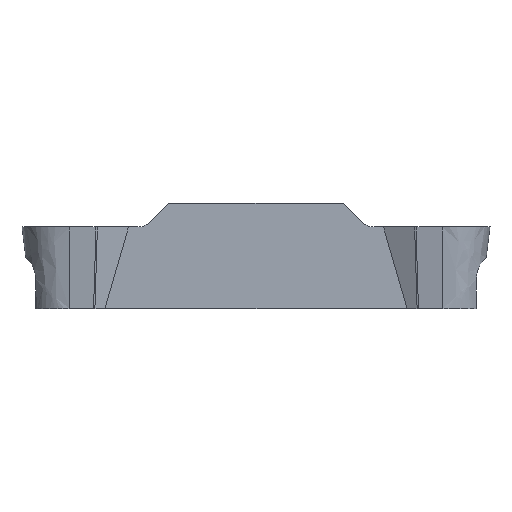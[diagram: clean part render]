
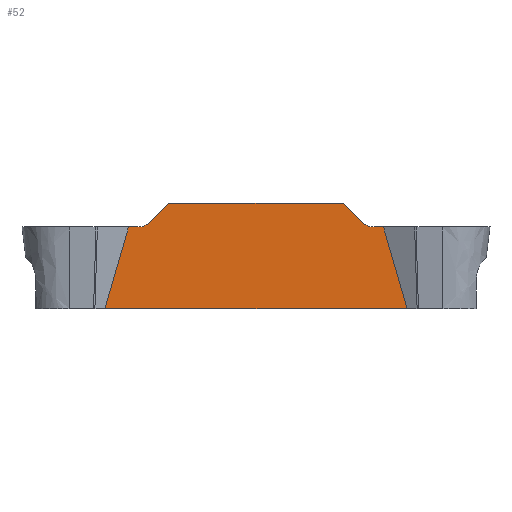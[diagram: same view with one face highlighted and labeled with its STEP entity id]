
A CAD part, left-side view. The second image highlights one B-rep face of the part: STEP entity #52.
In plain terms, the highlighted planar face has unit normal (-1, 0, 0).
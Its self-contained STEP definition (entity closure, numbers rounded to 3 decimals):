
#39=CIRCLE('',#592,1.);
#40=CIRCLE('',#593,1.);
#52=ADVANCED_FACE('',(#98),#78,.T.);
#78=PLANE('',#594);
#98=FACE_OUTER_BOUND('',#126,.T.);
#126=EDGE_LOOP('',(#283,#284,#285,#286,#287,#288,#289,#290,#291,#292));
#160=LINE('',#797,#208);
#165=LINE('',#1024,#213);
#166=LINE('',#1027,#214);
#167=LINE('',#1028,#215);
#168=LINE('',#1030,#216);
#169=LINE('',#1034,#217);
#170=LINE('',#1036,#218);
#171=LINE('',#1038,#219);
#208=VECTOR('',#632,1.);
#213=VECTOR('',#639,1.);
#214=VECTOR('',#640,1.);
#215=VECTOR('',#641,1.);
#216=VECTOR('',#642,1.);
#217=VECTOR('',#645,1.);
#218=VECTOR('',#646,1.);
#219=VECTOR('',#647,1.);
#283=ORIENTED_EDGE('',*,*,#487,.F.);
#284=ORIENTED_EDGE('',*,*,#488,.T.);
#285=ORIENTED_EDGE('',*,*,#471,.T.);
#286=ORIENTED_EDGE('',*,*,#489,.T.);
#287=ORIENTED_EDGE('',*,*,#490,.F.);
#288=ORIENTED_EDGE('',*,*,#491,.F.);
#289=ORIENTED_EDGE('',*,*,#492,.F.);
#290=ORIENTED_EDGE('',*,*,#493,.F.);
#291=ORIENTED_EDGE('',*,*,#494,.F.);
#292=ORIENTED_EDGE('',*,*,#495,.F.);
#419=VERTEX_POINT('',#796);
#420=VERTEX_POINT('',#798);
#431=VERTEX_POINT('',#1025);
#432=VERTEX_POINT('',#1026);
#433=VERTEX_POINT('',#1029);
#434=VERTEX_POINT('',#1031);
#435=VERTEX_POINT('',#1033);
#436=VERTEX_POINT('',#1035);
#437=VERTEX_POINT('',#1037);
#438=VERTEX_POINT('',#1039);
#471=EDGE_CURVE('',#420,#419,#160,.T.);
#487=EDGE_CURVE('',#431,#432,#165,.T.);
#488=EDGE_CURVE('',#431,#420,#166,.T.);
#489=EDGE_CURVE('',#419,#433,#167,.T.);
#490=EDGE_CURVE('',#434,#433,#168,.T.);
#491=EDGE_CURVE('',#435,#434,#39,.T.);
#492=EDGE_CURVE('',#436,#435,#169,.T.);
#493=EDGE_CURVE('',#437,#436,#170,.T.);
#494=EDGE_CURVE('',#438,#437,#171,.T.);
#495=EDGE_CURVE('',#432,#438,#40,.T.);
#592=AXIS2_PLACEMENT_3D('',#1032,#643,#644);
#593=AXIS2_PLACEMENT_3D('',#1040,#648,#649);
#594=AXIS2_PLACEMENT_3D('',#1041,#650,#651);
#632=DIRECTION('',(0.,-1.,0.));
#639=DIRECTION('',(0.,-1.,0.));
#640=DIRECTION('',(0.,0.279,-0.96));
#641=DIRECTION('',(0.,0.279,0.96));
#642=DIRECTION('',(0.,-1.,0.));
#643=DIRECTION('',(-1.,0.,0.));
#644=DIRECTION('',(0.,0.,1.));
#645=DIRECTION('',(0.,-0.707,-0.707));
#646=DIRECTION('',(0.,-1.,0.));
#647=DIRECTION('',(0.,-0.707,0.707));
#648=DIRECTION('',(-1.,0.,0.));
#649=DIRECTION('',(0.,0.,1.));
#650=DIRECTION('',(-1.,0.,0.));
#651=DIRECTION('',(0.,0.,1.));
#796=CARTESIAN_POINT('',(-1.6,4.169,-4.495));
#797=CARTESIAN_POINT('',(-1.6,24.65,-4.495));
#798=CARTESIAN_POINT('',(-1.6,20.831,-4.495));
#1024=CARTESIAN_POINT('',(-1.6,24.65,0.));
#1025=CARTESIAN_POINT('',(-1.6,19.525,0.));
#1026=CARTESIAN_POINT('',(-1.6,19.01,0.));
#1027=CARTESIAN_POINT('',(-1.6,19.577,-0.179));
#1028=CARTESIAN_POINT('',(-1.6,7.315,6.332));
#1029=CARTESIAN_POINT('',(-1.6,5.475,0.));
#1030=CARTESIAN_POINT('',(-1.6,24.65,0.));
#1031=CARTESIAN_POINT('',(-1.6,5.99,0.));
#1032=CARTESIAN_POINT('',(-1.6,5.99,1.));
#1033=CARTESIAN_POINT('',(-1.6,6.697,0.293));
#1034=CARTESIAN_POINT('',(-1.6,16.175,9.77));
#1035=CARTESIAN_POINT('',(-1.6,7.7,1.295));
#1036=CARTESIAN_POINT('',(-1.6,24.65,1.295));
#1037=CARTESIAN_POINT('',(-1.6,17.3,1.295));
#1038=CARTESIAN_POINT('',(-1.6,20.975,-2.38));
#1039=CARTESIAN_POINT('',(-1.6,18.303,0.293));
#1040=CARTESIAN_POINT('',(-1.6,19.01,1.));
#1041=CARTESIAN_POINT('',(-1.6,24.65,1.295));
